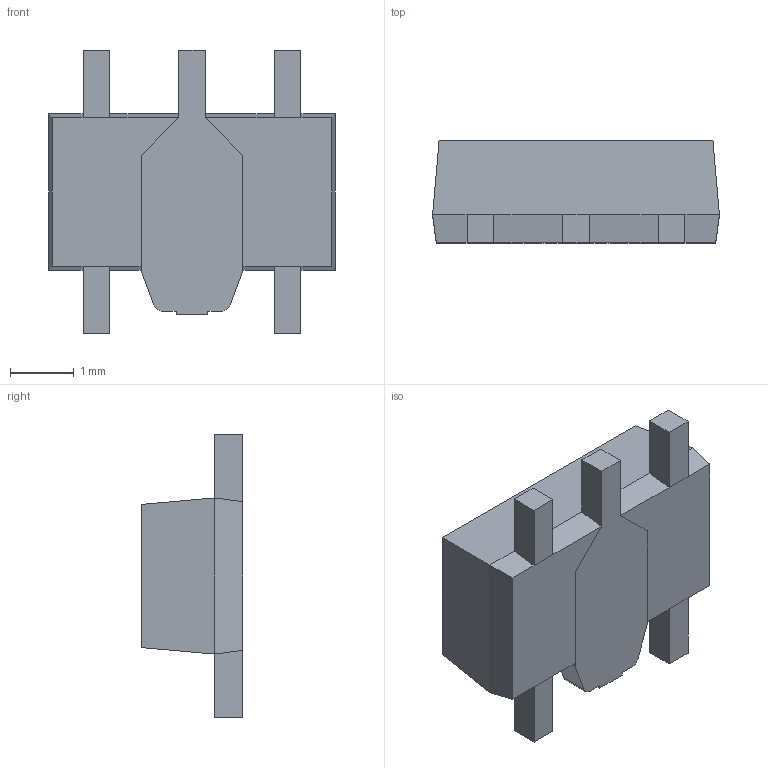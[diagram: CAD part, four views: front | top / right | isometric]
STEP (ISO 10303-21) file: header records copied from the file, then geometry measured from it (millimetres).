
FILE_DESCRIPTION (( 'STEP AP214' ), '1' );
FILE_NAME ('PT4115.STEP', '2025-03-12T00:49:09', ( '' ), ( '' ), 'SwSTEP 2.0', 'SolidWorks 2021', '' );
FILE_SCHEMA (( 'AUTOMOTIVE_DESIGN' ));
Length unit declared in the file: millimetre
Products named in the file (1): PT4115
Bounding box: 4.5 x 1.6 x 4.45 mm (x, y, z)
Volume: 18 mm3; surface area: 66.4 mm2
Topology: 6 solids, 6 shells, 82 faces, 184 edges, 114 vertices
Faces by surface type: plane 80, cylinder 2
Entity records: 2283 total; most frequent: CARTESIAN_POINT 381, ORIENTED_EDGE 368, DIRECTION 354, EDGE_CURVE 184, VECTOR 180, LINE 180, VERTEX_POINT 114, AXIS2_PLACEMENT_3D 87
